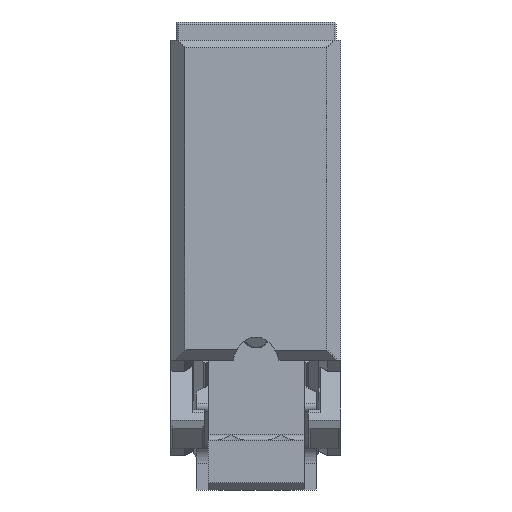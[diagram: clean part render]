
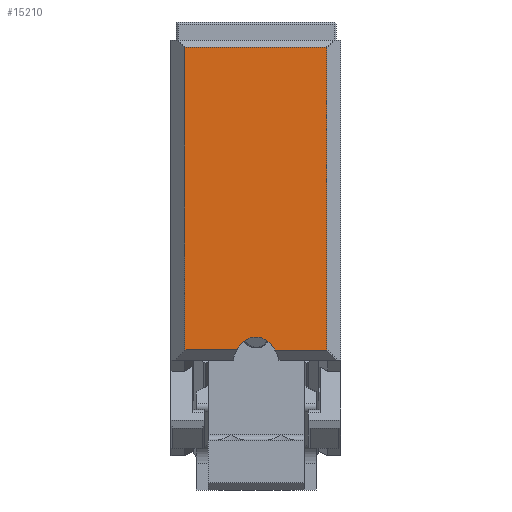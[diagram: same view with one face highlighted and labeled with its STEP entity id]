
A CAD part, left-side view. The second image highlights one B-rep face of the part: STEP entity #15210.
In plain terms, the highlighted planar face has unit normal (-1, 0, 0).
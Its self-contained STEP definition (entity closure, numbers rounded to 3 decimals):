
#14272=CARTESIAN_POINT('Vertex',(-250.,35.5,-10.)) ;
#14275=CARTESIAN_POINT('Line Origine',(-250.,35.5,67.5)) ;
#14279=CARTESIAN_POINT('Vertex',(-250.,35.5,141.5)) ;
#14552=CARTESIAN_POINT('Vertex',(-250.,-35.5,141.5)) ;
#14555=CARTESIAN_POINT('Line Origine',(-250.,-35.5,67.5)) ;
#14559=CARTESIAN_POINT('Vertex',(-250.,-35.5,-10.)) ;
#14985=CARTESIAN_POINT('Line Origine',(-250.,0.,141.5)) ;
#15144=CARTESIAN_POINT('Vertex',(-250.,9.406,-10.)) ;
#15147=CARTESIAN_POINT('Line Origine',(-250.,0.,-10.)) ;
#15161=CARTESIAN_POINT('Axis2P3D Location',(-250.,0.,-35.)) ;
#15166=CARTESIAN_POINT('Line Origine',(-250.,-22.453,-10.)) ;
#15170=CARTESIAN_POINT('Vertex',(-250.,-9.406,-10.)) ;
#15174=CARTESIAN_POINT('Control Point',(-250.,-9.406,-10.)) ;
#15175=CARTESIAN_POINT('Control Point',(-250.,-9.355,-9.897)) ;
#15176=CARTESIAN_POINT('Control Point',(-250.,-9.303,-9.794)) ;
#15177=CARTESIAN_POINT('Control Point',(-250.,-9.25,-9.692)) ;
#15178=CARTESIAN_POINT('Control Point',(-250.,-8.759,-8.776)) ;
#15179=CARTESIAN_POINT('Control Point',(-250.,-8.184,-7.906)) ;
#15180=CARTESIAN_POINT('Control Point',(-250.,-7.605,-7.179)) ;
#15181=CARTESIAN_POINT('Control Point',(-250.,-6.394,-5.924)) ;
#15182=CARTESIAN_POINT('Control Point',(-250.,-4.967,-4.925)) ;
#15183=CARTESIAN_POINT('Control Point',(-250.,-4.256,-4.523)) ;
#15184=CARTESIAN_POINT('Control Point',(-250.,-2.821,-3.898)) ;
#15185=CARTESIAN_POINT('Control Point',(-250.,-1.291,-3.579)) ;
#15186=CARTESIAN_POINT('Control Point',(-250.,-0.545,-3.503)) ;
#15187=CARTESIAN_POINT('Control Point',(-250.,0.76,-3.506)) ;
#15188=CARTESIAN_POINT('Control Point',(-250.,2.041,-3.741)) ;
#15189=CARTESIAN_POINT('Control Point',(-250.,2.58,-3.882)) ;
#15190=CARTESIAN_POINT('Control Point',(-250.,3.653,-4.25)) ;
#15191=CARTESIAN_POINT('Control Point',(-250.,4.662,-4.77)) ;
#15192=CARTESIAN_POINT('Control Point',(-250.,5.158,-5.072)) ;
#15193=CARTESIAN_POINT('Control Point',(-250.,6.415,-5.961)) ;
#15194=CARTESIAN_POINT('Control Point',(-250.,7.504,-7.057)) ;
#15195=CARTESIAN_POINT('Control Point',(-250.,8.113,-7.805)) ;
#15196=CARTESIAN_POINT('Control Point',(-250.,8.72,-8.709)) ;
#15197=CARTESIAN_POINT('Control Point',(-250.,9.235,-9.664)) ;
#15198=CARTESIAN_POINT('Control Point',(-250.,9.293,-9.775)) ;
#15199=CARTESIAN_POINT('Control Point',(-250.,9.35,-9.887)) ;
#15200=CARTESIAN_POINT('Control Point',(-250.,9.406,-10.)) ;
#14276=DIRECTION('Vector Direction',(0.,0.,1.)) ;
#14556=DIRECTION('Vector Direction',(0.,0.,1.)) ;
#14986=DIRECTION('Vector Direction',(0.,-1.,0.)) ;
#15148=DIRECTION('Vector Direction',(0.,1.,0.)) ;
#15162=DIRECTION('Axis2P3D Direction',(-1.,0.,0.)) ;
#15163=DIRECTION('Axis2P3D XDirection',(0.,0.,1.)) ;
#15167=DIRECTION('Vector Direction',(0.,1.,0.)) ;
#15164=AXIS2_PLACEMENT_3D('Plane Axis2P3D',#15161,#15162,#15163) ;
#15203=ORIENTED_EDGE('',*,*,#15172,.F.) ;
#15204=ORIENTED_EDGE('',*,*,#14561,.F.) ;
#15205=ORIENTED_EDGE('',*,*,#14989,.F.) ;
#15206=ORIENTED_EDGE('',*,*,#14281,.T.) ;
#15207=ORIENTED_EDGE('',*,*,#15151,.F.) ;
#15208=ORIENTED_EDGE('',*,*,#15201,.F.) ;
#14277=VECTOR('Line Direction',#14276,1.) ;
#14557=VECTOR('Line Direction',#14556,1.) ;
#14987=VECTOR('Line Direction',#14986,1.) ;
#15149=VECTOR('Line Direction',#15148,1.) ;
#15168=VECTOR('Line Direction',#15167,1.) ;
#15210=ADVANCED_FACE('SCHIEBERBETT',(#15209),#15165,.T.) ;
#15173=B_SPLINE_CURVE_WITH_KNOTS('',5,(#15174,#15175,#15176,#15177,#15178,#15179,#15180,#15181,#15182,#15183,#15184,#15185,#15186,#15187,#15188,#15189,#15190,#15191,#15192,#15193,#15194,#15195,#15196,#15197,#15198,#15199,#15200),.UNSPECIFIED.,.F.,.U.,(6,3,3,3,3,3,3,3,6),(10.187,11.001,17.534,23.27,28.534,32.454,36.54,43.318,44.208),.UNSPECIFIED.) ;
#14281=EDGE_CURVE('',#14280,#14273,#14278,.F.) ;
#14561=EDGE_CURVE('',#14553,#14560,#14558,.F.) ;
#14989=EDGE_CURVE('',#14280,#14553,#14988,.T.) ;
#15151=EDGE_CURVE('',#15145,#14273,#15150,.T.) ;
#15172=EDGE_CURVE('',#14560,#15171,#15169,.T.) ;
#15201=EDGE_CURVE('',#15171,#15145,#15173,.T.) ;
#15202=EDGE_LOOP('',(#15203,#15204,#15205,#15206,#15207,#15208)) ;
#15209=FACE_OUTER_BOUND('',#15202,.T.) ;
#14278=LINE('Line',#14275,#14277) ;
#14558=LINE('Line',#14555,#14557) ;
#14988=LINE('Line',#14985,#14987) ;
#15150=LINE('Line',#15147,#15149) ;
#15169=LINE('Line',#15166,#15168) ;
#15165=PLANE('',#15164) ;
#14273=VERTEX_POINT('',#14272) ;
#14280=VERTEX_POINT('',#14279) ;
#14553=VERTEX_POINT('',#14552) ;
#14560=VERTEX_POINT('',#14559) ;
#15145=VERTEX_POINT('',#15144) ;
#15171=VERTEX_POINT('',#15170) ;
